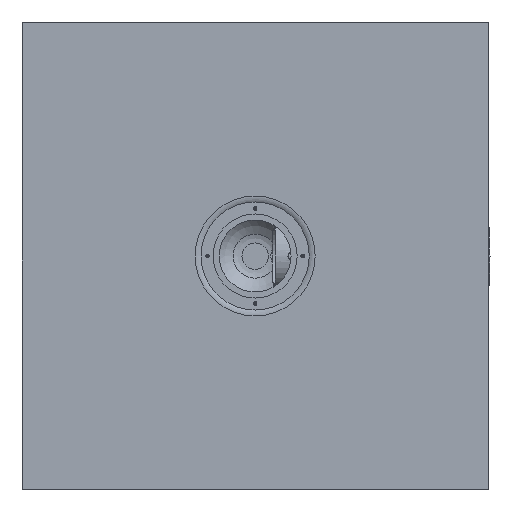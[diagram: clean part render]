
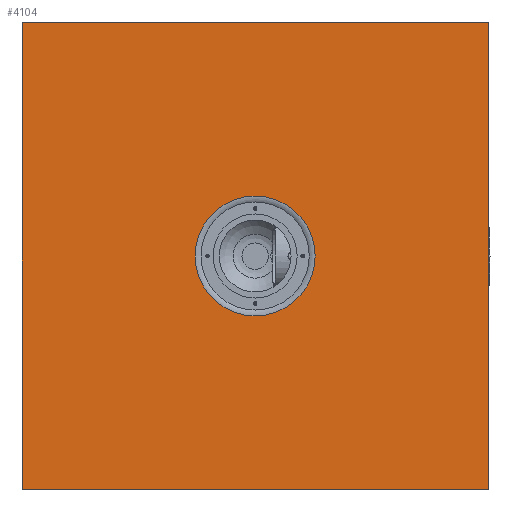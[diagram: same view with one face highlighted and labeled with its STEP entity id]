
A CAD part, top view. The second image highlights one B-rep face of the part: STEP entity #4104.
In plain terms, the highlighted planar face has unit normal (0, 0, 1).
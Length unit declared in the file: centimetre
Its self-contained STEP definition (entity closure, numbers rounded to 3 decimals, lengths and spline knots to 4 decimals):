
#118=FACE_BOUND('',#711,.T.);
#151=PLANE('',#4447);
#450=FACE_OUTER_BOUND('',#710,.T.);
#710=EDGE_LOOP('',(#3017,#3018,#3019,#3020));
#711=EDGE_LOOP('',(#3021));
#961=LINE('',#7211,#1173);
#965=LINE('',#7218,#1177);
#968=LINE('',#7224,#1180);
#969=LINE('',#7226,#1181);
#1173=VECTOR('',#5180,1.);
#1177=VECTOR('',#5186,1.);
#1180=VECTOR('',#5191,1.);
#1181=VECTOR('',#5194,1.);
#1414=CIRCLE('',#4417,64.3137);
#1746=VERTEX_POINT('',#7162);
#1761=VERTEX_POINT('',#7208);
#1762=VERTEX_POINT('',#7210);
#1764=VERTEX_POINT('',#7216);
#1766=VERTEX_POINT('',#7222);
#2198=EDGE_CURVE('',#1746,#1746,#1414,.T.);
#2221=EDGE_CURVE('',#1761,#1762,#961,.T.);
#2225=EDGE_CURVE('',#1764,#1761,#965,.T.);
#2228=EDGE_CURVE('',#1766,#1764,#968,.T.);
#2229=EDGE_CURVE('',#1762,#1766,#969,.T.);
#3017=ORIENTED_EDGE('',*,*,#2221,.F.);
#3018=ORIENTED_EDGE('',*,*,#2225,.F.);
#3019=ORIENTED_EDGE('',*,*,#2228,.F.);
#3020=ORIENTED_EDGE('',*,*,#2229,.F.);
#3021=ORIENTED_EDGE('',*,*,#2198,.T.);
#4104=ADVANCED_FACE('',(#450,#118),#151,.F.);
#4417=AXIS2_PLACEMENT_3D('',#7163,#5120,#5121);
#4447=AXIS2_PLACEMENT_3D('',#7225,#5192,#5193);
#5120=DIRECTION('center_axis',(0.,0.,-1.));
#5121=DIRECTION('ref_axis',(1.,0.,0.));
#5180=DIRECTION('',(0.,-1.,0.));
#5186=DIRECTION('',(1.,0.,0.));
#5191=DIRECTION('',(0.,1.,0.));
#5192=DIRECTION('center_axis',(0.,0.,-1.));
#5193=DIRECTION('ref_axis',(-1.,0.,0.));
#5194=DIRECTION('',(-1.,0.,0.));
#7162=CARTESIAN_POINT('',(1008.9395,184.3313,128.));
#7163=CARTESIAN_POINT('Origin',(1008.9395,248.645,128.));
#7208=CARTESIAN_POINT('',(1258.9395,498.645,128.));
#7210=CARTESIAN_POINT('',(1258.9395,-1.355,128.));
#7211=CARTESIAN_POINT('',(1258.9395,248.645,128.));
#7216=CARTESIAN_POINT('',(758.9395,498.645,128.));
#7218=CARTESIAN_POINT('',(1008.9395,498.645,128.));
#7222=CARTESIAN_POINT('',(758.9395,-1.355,128.));
#7224=CARTESIAN_POINT('',(758.9395,248.645,128.));
#7225=CARTESIAN_POINT('Origin',(1008.9395,248.645,128.));
#7226=CARTESIAN_POINT('',(1008.9395,-1.355,128.));
